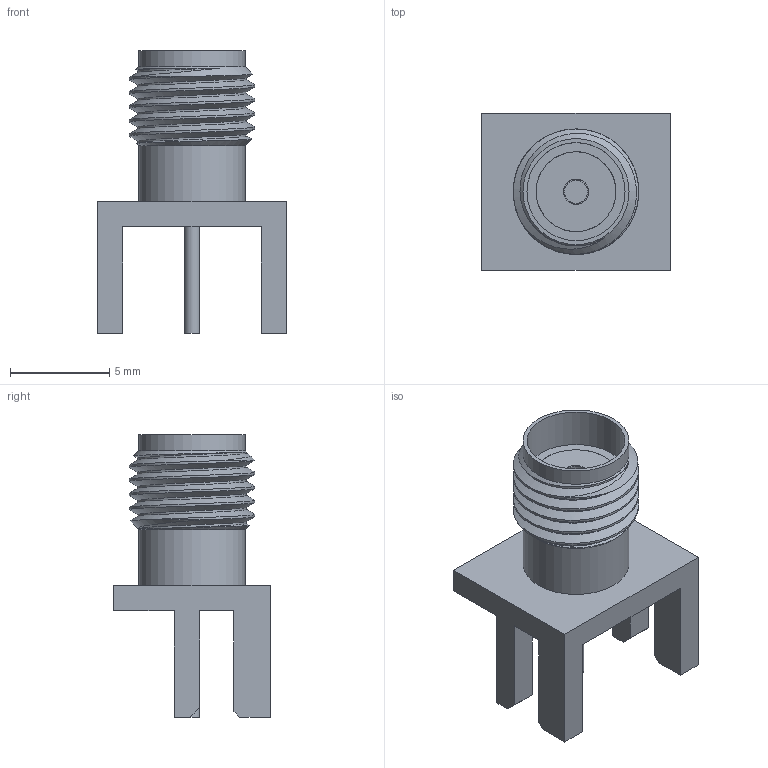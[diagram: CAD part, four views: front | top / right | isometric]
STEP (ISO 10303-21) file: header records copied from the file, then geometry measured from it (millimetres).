
FILE_DESCRIPTION( ( 'Unknown' ), '1' );
FILE_NAME( '60312202114509_stp.stp', 'Unknown', ( 'Unknown' ), ( 'Unknown' ), 'PSStep 20.0.26', 'Unknown', ' ' );
FILE_SCHEMA( ( 'AUTOMOTIVE_DESIGN { 1 0 10303 214 1 1 1 1 }' ) );
Length unit declared in the file: millimetre
Products named in the file (4): Assem1; 60312202114509_Shelding; 60312202114509_insulator; 60312202114509_Signalpin
Assembly tree (3 placements, depth 2):
  Assem1
    60312202114509_Shelding
    60312202114509_insulator
    60312202114509_Signalpin
Bounding box: 9.52 x 7.92 x 14.27 mm (x, y, z)
Volume: 288 mm3; surface area: 781.2 mm2
Topology: 3 solids, 3 shells, 69 faces, 163 edges, 108 vertices
Faces by surface type: plane 42, cylinder 20, cone 3, bspline 2, torus 2
Full cylindrical faces by diameter (mm): 0.76 x2, 1 x1, 1.27 x3, 1.6 x1, 2.45 x1, 2.76 x1, 4.03 x3, 4.1 x1, 4.95 x1, 5.35 x2
Entity records: 3178 total; most frequent: CARTESIAN_POINT 1075, DIRECTION 318, ORIENTED_EDGE 266, EDGE_CURVE 133, AXIS2_PLACEMENT_3D 122, EDGE_LOOP 102, VERTEX_POINT 99, FACE_OUTER_BOUND 87
